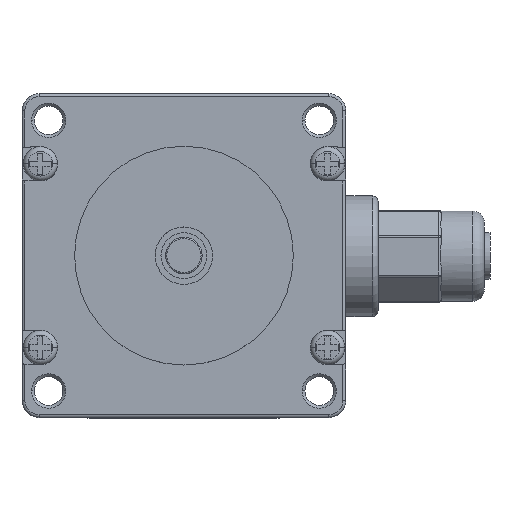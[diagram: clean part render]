
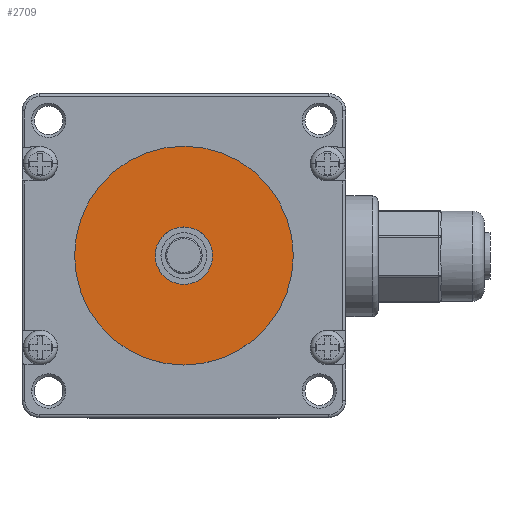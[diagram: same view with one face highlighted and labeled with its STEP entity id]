
A CAD part, top view. The second image highlights one B-rep face of the part: STEP entity #2709.
In plain terms, the highlighted planar face has unit normal (0, 0, 1).
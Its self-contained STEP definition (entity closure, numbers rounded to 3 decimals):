
#290=CARTESIAN_POINT('',(0.,0.,10.8));
#291=DIRECTION('',(0.,0.,1.));
#292=DIRECTION('',(1.,0.,0.));
#293=AXIS2_PLACEMENT_3D('',#290,#291,#292);
#298=CARTESIAN_POINT('',(0.,0.,10.8));
#299=DIRECTION('',(0.,0.,1.));
#300=DIRECTION('',(-1.,0.,0.));
#301=AXIS2_PLACEMENT_3D('',#298,#299,#300);
#306=CARTESIAN_POINT('',(0.,0.,10.8));
#307=DIRECTION('',(0.,0.,-1.));
#308=DIRECTION('',(-1.,0.,0.));
#309=AXIS2_PLACEMENT_3D('',#306,#307,#308);
#314=CARTESIAN_POINT('',(0.,0.,10.8));
#315=DIRECTION('',(0.,0.,-1.));
#316=DIRECTION('',(1.,0.,0.));
#317=AXIS2_PLACEMENT_3D('',#314,#315,#316);
#2212=CARTESIAN_POINT('',(19.05,0.,10.8));
#2213=CARTESIAN_POINT('',(-19.05,0.,10.8));
#2214=VERTEX_POINT('',#2212);
#2215=VERTEX_POINT('',#2213);
#2224=CARTESIAN_POINT('',(-5.,0.,10.8));
#2225=CARTESIAN_POINT('',(5.,0.,10.8));
#2226=VERTEX_POINT('',#2224);
#2227=VERTEX_POINT('',#2225);
#2694=CARTESIAN_POINT('',(0.,0.,10.8));
#2695=DIRECTION('',(0.,0.,1.));
#2696=DIRECTION('',(1.,0.,0.));
#2697=AXIS2_PLACEMENT_3D('',#2694,#2695,#2696);
#2698=PLANE('',#2697);
#2700=ORIENTED_EDGE('',*,*,#2699,.F.);
#2702=ORIENTED_EDGE('',*,*,#2701,.F.);
#2703=EDGE_LOOP('',(#2700,#2702));
#2704=FACE_OUTER_BOUND('',#2703,.F.);
#2705=ORIENTED_EDGE('',*,*,#2674,.F.);
#2706=ORIENTED_EDGE('',*,*,#2688,.F.);
#2707=EDGE_LOOP('',(#2705,#2706));
#2708=FACE_BOUND('',#2707,.F.);
#2709=ADVANCED_FACE('',(#2704,#2708),#2698,.T.);
#294=CIRCLE('',#293,19.05);
#302=CIRCLE('',#301,19.05);
#310=CIRCLE('',#309,5.);
#318=CIRCLE('',#317,5.);
#2674=EDGE_CURVE('',#2226,#2227,#310,.T.);
#2688=EDGE_CURVE('',#2227,#2226,#318,.T.);
#2699=EDGE_CURVE('',#2214,#2215,#294,.T.);
#2701=EDGE_CURVE('',#2215,#2214,#302,.T.);
